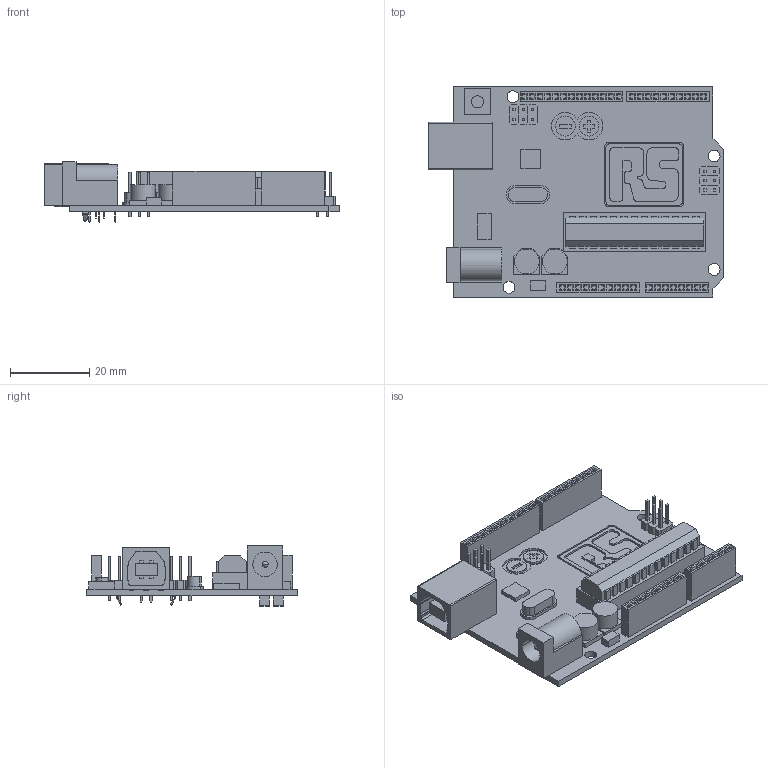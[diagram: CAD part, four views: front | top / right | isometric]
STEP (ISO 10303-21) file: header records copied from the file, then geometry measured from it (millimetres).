
FILE_DESCRIPTION(/* description */ ('Arduino Uno SMD Rev3'),/* implementation_level */ '2;1');
FILE_NAME(/* name */ 'ArduinoUno-Model.stp',/* time_stamp */ '2016-10-25T08:37:25+02:00',/* author */ ('Andreas Faulhaber'),/* organization */ ('TraceParts S.A.'),/* preprocessor_version */ 'ST-DEVELOPER v16.1',/* originating_system */ 'Autodesk Inventor 2016',/* authorisation */ '');
FILE_SCHEMA (('AUTOMOTIVE_DESIGN { 1 0 10303 214 3 1 1 }'));
Length unit declared in the file: millimetre
Products named in the file (1): Uno-RSC-Model
Bounding box: 74.7 x 53.2 x 15.2 mm (x, y, z)
Volume: 25007.1 mm3; surface area: 29392.9 mm2
Topology: 2 solids, 10 shells, 2146 faces, 5392 edges, 3472 vertices
Faces by surface type: plane 1934, cylinder 208, sphere 4
Entity records: 64946 total; most frequent: CARTESIAN_POINT 11007, ORIENTED_EDGE 10776, DIRECTION 10112, EDGE_CURVE 5388, LINE 4958, VECTOR 4958, VERTEX_POINT 3472, AXIS2_PLACEMENT_3D 2577
